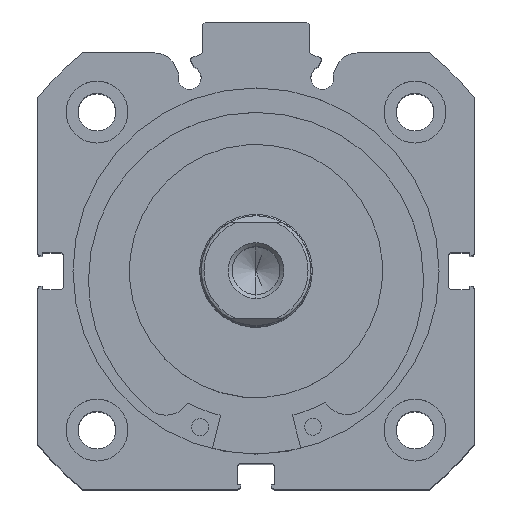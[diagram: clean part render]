
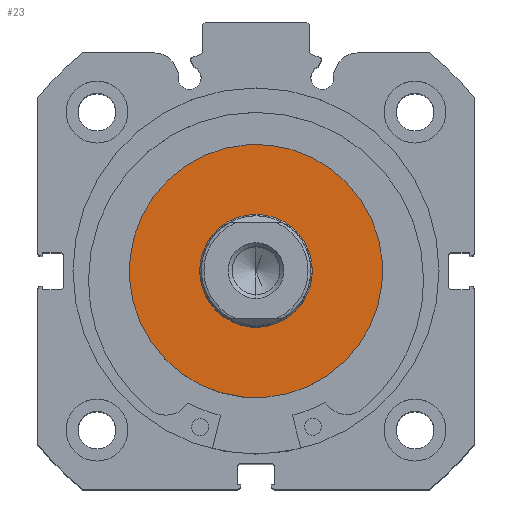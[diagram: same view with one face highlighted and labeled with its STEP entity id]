
A CAD part, top view. The second image highlights one B-rep face of the part: STEP entity #23.
In plain terms, the highlighted face is planar.
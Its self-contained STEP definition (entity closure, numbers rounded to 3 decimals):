
#23 = ADVANCED_FACE ( 'NONE', ( #2303, #2314 ), #6454, .F. ) ;
#319 = DIRECTION ( 'NONE',  ( 0., 0., 1. ) ) ;
#320 = DIRECTION ( 'NONE',  ( -1., 0., 0. ) ) ;
#337 = CARTESIAN_POINT ( 'NONE',  ( 0., 0., 0. ) ) ;
#446 = DIRECTION ( 'NONE',  ( 0., 0., 1. ) ) ;
#450 = DIRECTION ( 'NONE',  ( -1., 0., 0. ) ) ;
#456 = CARTESIAN_POINT ( 'NONE',  ( 0., 0., 0. ) ) ;
#600 = DIRECTION ( 'NONE',  ( 0., 0., 1. ) ) ;
#601 = DIRECTION ( 'NONE',  ( -1., 0., 0. ) ) ;
#603 = CARTESIAN_POINT ( 'NONE',  ( 0., 0., 0. ) ) ;
#673 = EDGE_CURVE ( 'NONE', #6778, #6777, #2776, .T. ) ;
#707 = EDGE_CURVE ( 'NONE', #6777, #6778, #2826, .T. ) ;
#791 = EDGE_CURVE ( 'NONE', #6781, #6782, #3594, .T. ) ;
#852 = EDGE_CURVE ( 'NONE', #6782, #6781, #3677, .T. ) ;
#1226 = AXIS2_PLACEMENT_3D ( 'NONE', #6455, #6453, #6452 ) ;
#1460 = AXIS2_PLACEMENT_3D ( 'NONE', #456, #450, #446 ) ;
#1482 = AXIS2_PLACEMENT_3D ( 'NONE', #603, #601, #600 ) ;
#1520 = AXIS2_PLACEMENT_3D ( 'NONE', #337, #320, #319 ) ;
#1543 = AXIS2_PLACEMENT_3D ( 'NONE', #4346, #4348, #4349 ) ;
#2134 = ORIENTED_EDGE ( 'NONE', *, *, #673, .T. ) ;
#2135 = ORIENTED_EDGE ( 'NONE', *, *, #707, .T. ) ;
#2136 = ORIENTED_EDGE ( 'NONE', *, *, #852, .F. ) ;
#2137 = ORIENTED_EDGE ( 'NONE', *, *, #791, .F. ) ;
#2303 = FACE_BOUND ( 'NONE', #7152, .T. ) ;
#2314 = FACE_OUTER_BOUND ( 'NONE', #6128, .T. ) ;
#2776 = CIRCLE ( 'NONE', #1460, 22.5 ) ;
#2826 = CIRCLE ( 'NONE', #1482, 22.5 ) ;
#3594 = CIRCLE ( 'NONE', #1520, 10. ) ;
#3677 = CIRCLE ( 'NONE', #1543, 10. ) ;
#4346 = CARTESIAN_POINT ( 'NONE',  ( 0., 0., 0. ) ) ;
#4348 = DIRECTION ( 'NONE',  ( -1., 0., 0. ) ) ;
#4349 = DIRECTION ( 'NONE',  ( 0., 0., 1. ) ) ;
#5702 = CARTESIAN_POINT ( 'NONE',  ( 0., 0., 22.5 ) ) ;
#5703 = CARTESIAN_POINT ( 'NONE',  ( 0., 0., -22.5 ) ) ;
#5706 = CARTESIAN_POINT ( 'NONE',  ( 0., 0., 10. ) ) ;
#5707 = CARTESIAN_POINT ( 'NONE',  ( 0., 0., -10. ) ) ;
#6128 = EDGE_LOOP ( 'NONE', ( #2135, #2134 ) ) ;
#6452 = DIRECTION ( 'NONE',  ( 0., 0., -1. ) ) ;
#6453 = DIRECTION ( 'NONE',  ( 1., 0., 0. ) ) ;
#6454 = PLANE ( 'NONE',  #1226 ) ;
#6455 = CARTESIAN_POINT ( 'NONE',  ( 0., 22.5, 0. ) ) ;
#6777 = VERTEX_POINT ( 'NONE', #5702 ) ;
#6778 = VERTEX_POINT ( 'NONE', #5703 ) ;
#6781 = VERTEX_POINT ( 'NONE', #5706 ) ;
#6782 = VERTEX_POINT ( 'NONE', #5707 ) ;
#7152 = EDGE_LOOP ( 'NONE', ( #2137, #2136 ) ) ;
